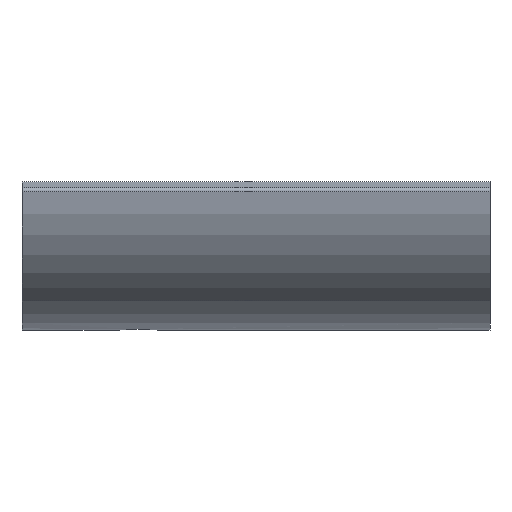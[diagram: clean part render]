
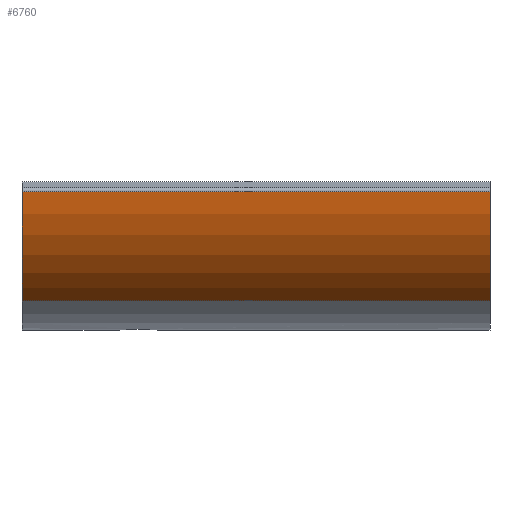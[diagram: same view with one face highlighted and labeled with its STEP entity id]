
A CAD part, left-side view. The second image highlights one B-rep face of the part: STEP entity #6760.
In plain terms, the highlighted cylindrical face has radius 40.7 mm (diameter 81.4 mm), a partial arc.
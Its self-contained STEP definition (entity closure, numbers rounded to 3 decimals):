
#273 = CIRCLE ( 'NONE', #2230, 40.7 ) ;
#477 = EDGE_CURVE ( 'NONE', #3885, #5778, #1072, .T. ) ;
#545 = FACE_OUTER_BOUND ( 'NONE', #3962, .T. ) ;
#559 = CARTESIAN_POINT ( 'NONE',  ( -49.903, 65., 6.673 ) ) ;
#810 = EDGE_CURVE ( 'NONE', #3453, #3885, #273, .T. ) ;
#951 = CARTESIAN_POINT ( 'NONE',  ( -29.965, 65., -23.429 ) ) ;
#1072 = LINE ( 'NONE', #559, #4129 ) ;
#1211 = CARTESIAN_POINT ( 'NONE',  ( -29.965, -64., -23.429 ) ) ;
#1231 = DIRECTION ( 'NONE',  ( 0., 1., 0. ) ) ;
#1656 = CARTESIAN_POINT ( 'NONE',  ( -49.903, 65., 6.673 ) ) ;
#1717 = LINE ( 'NONE', #3657, #4483 ) ;
#2090 = CARTESIAN_POINT ( 'NONE',  ( -9.523, 65., 11.765 ) ) ;
#2230 = AXIS2_PLACEMENT_3D ( 'NONE', #3176, #4625, #6047 ) ;
#2509 = ORIENTED_EDGE ( 'NONE', *, *, #5293, .T. ) ;
#2660 = DIRECTION ( 'NONE',  ( 0., 1., 0. ) ) ;
#2693 = AXIS2_PLACEMENT_3D ( 'NONE', #3132, #7313, #5050 ) ;
#2798 = CIRCLE ( 'NONE', #6232, 40.7 ) ;
#3132 = CARTESIAN_POINT ( 'NONE',  ( -9.523, 65., 11.765 ) ) ;
#3176 = CARTESIAN_POINT ( 'NONE',  ( -9.523, -64., 11.765 ) ) ;
#3453 = VERTEX_POINT ( 'NONE', #1211 ) ;
#3646 = ORIENTED_EDGE ( 'NONE', *, *, #477, .T. ) ;
#3657 = CARTESIAN_POINT ( 'NONE',  ( -29.965, 65., -23.429 ) ) ;
#3885 = VERTEX_POINT ( 'NONE', #6322 ) ;
#3962 = EDGE_LOOP ( 'NONE', ( #7144, #3646, #6812, #2509 ) ) ;
#4129 = VECTOR ( 'NONE', #2660, 1000. ) ;
#4483 = VECTOR ( 'NONE', #4488, 1000. ) ;
#4488 = DIRECTION ( 'NONE',  ( 0., -1., 0. ) ) ;
#4625 = DIRECTION ( 'NONE',  ( 0., 1., 0. ) ) ;
#4735 = DIRECTION ( 'NONE',  ( 0., 0., -1. ) ) ;
#5050 = DIRECTION ( 'NONE',  ( 0., 0., -1. ) ) ;
#5118 = EDGE_CURVE ( 'NONE', #6968, #5778, #2798, .T. ) ;
#5293 = EDGE_CURVE ( 'NONE', #6968, #3453, #1717, .T. ) ;
#5778 = VERTEX_POINT ( 'NONE', #1656 ) ;
#6047 = DIRECTION ( 'NONE',  ( 0., 0., -1. ) ) ;
#6232 = AXIS2_PLACEMENT_3D ( 'NONE', #2090, #1231, #4735 ) ;
#6322 = CARTESIAN_POINT ( 'NONE',  ( -49.903, -64., 6.673 ) ) ;
#6377 = CYLINDRICAL_SURFACE ( 'NONE', #2693, 40.7 ) ;
#6760 = ADVANCED_FACE ( 'NONE', ( #545 ), #6377, .T. ) ;
#6812 = ORIENTED_EDGE ( 'NONE', *, *, #5118, .F. ) ;
#6968 = VERTEX_POINT ( 'NONE', #951 ) ;
#7144 = ORIENTED_EDGE ( 'NONE', *, *, #810, .T. ) ;
#7313 = DIRECTION ( 'NONE',  ( 0., -1., 0. ) ) ;
